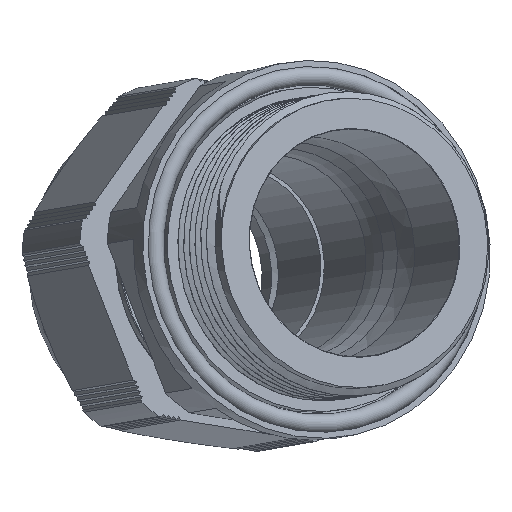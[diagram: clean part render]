
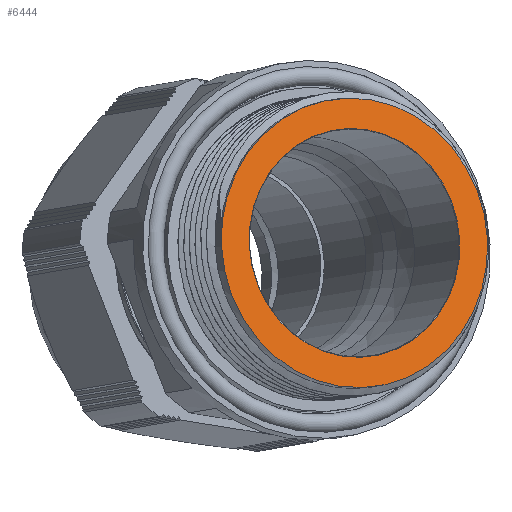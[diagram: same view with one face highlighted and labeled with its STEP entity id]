
A CAD part, top view. The second image highlights one B-rep face of the part: STEP entity #6444.
In plain terms, the highlighted face is planar.
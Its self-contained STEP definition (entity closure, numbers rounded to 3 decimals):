
#460=FACE_BOUND('',#1290,.T.);
#565=CIRCLE('',#6941,12.05);
#569=CIRCLE('',#6947,15.239);
#916=FACE_OUTER_BOUND('',#1289,.T.);
#1289=EDGE_LOOP('',(#4993));
#1290=EDGE_LOOP('',(#4994));
#2887=VERTEX_POINT('',#12213);
#2891=VERTEX_POINT('',#12223);
#3643=EDGE_CURVE('',#2887,#2887,#565,.T.);
#3647=EDGE_CURVE('',#2891,#2891,#569,.T.);
#4993=ORIENTED_EDGE('',*,*,#3647,.T.);
#4994=ORIENTED_EDGE('',*,*,#3643,.F.);
#6184=PLANE('',#6946);
#6444=ADVANCED_FACE('',(#916,#460),#6184,.T.);
#6941=AXIS2_PLACEMENT_3D('',#12214,#8045,#8046);
#6946=AXIS2_PLACEMENT_3D('',#12222,#8055,#8056);
#6947=AXIS2_PLACEMENT_3D('',#12224,#8057,#8058);
#8045=DIRECTION('center_axis',(1.,0.,0.));
#8046=DIRECTION('ref_axis',(0.,-1.,0.));
#8055=DIRECTION('center_axis',(1.,0.,0.));
#8056=DIRECTION('ref_axis',(0.,0.,-1.));
#8057=DIRECTION('center_axis',(1.,0.,0.));
#8058=DIRECTION('ref_axis',(0.,0.,-1.));
#12213=CARTESIAN_POINT('',(0.,12.05,0.));
#12214=CARTESIAN_POINT('Origin',(0.,0.,0.));
#12222=CARTESIAN_POINT('Origin',(0.,12.,0.));
#12223=CARTESIAN_POINT('',(0.,15.239,0.));
#12224=CARTESIAN_POINT('Origin',(0.,0.,0.));
